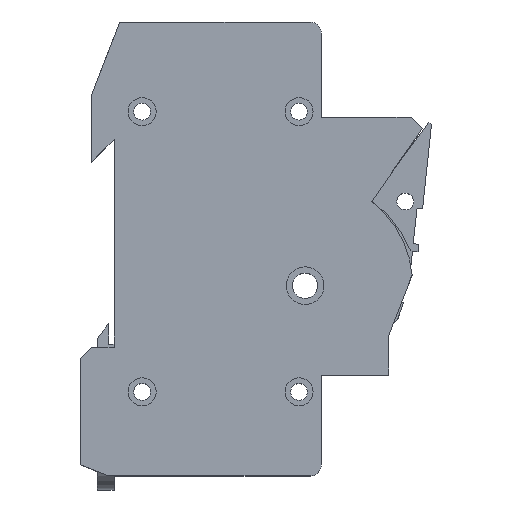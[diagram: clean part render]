
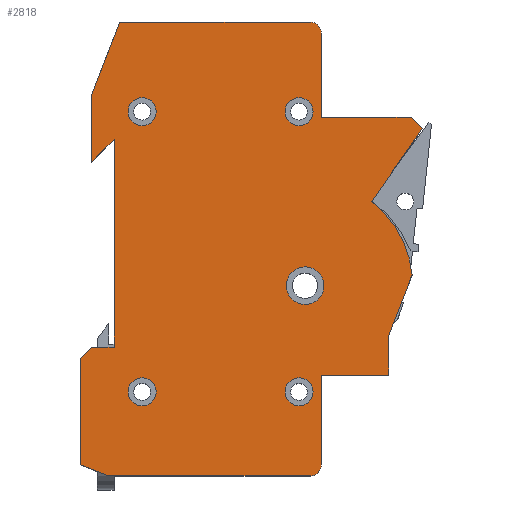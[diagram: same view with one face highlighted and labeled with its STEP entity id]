
A CAD part, top view. The second image highlights one B-rep face of the part: STEP entity #2818.
In plain terms, the highlighted planar face has unit normal (0, 0, 1).
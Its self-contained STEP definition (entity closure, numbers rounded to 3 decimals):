
#389=CARTESIAN_POINT('',(-1.,0.0,9.0));
#390=VERTEX_POINT('',#389);
#397=CARTESIAN_POINT('',(-6.,2.,9.0));
#398=VERTEX_POINT('',#397);
#399=CARTESIAN_POINT('',(-1.,0.0,9.0));
#400=DIRECTION('',(-0.928,0.371,0.0));
#401=VECTOR('',#400,5.385);
#402=LINE('',#399,#401);
#403=EDGE_CURVE('',#390,#398,#402,.T.);
#462=CARTESIAN_POINT('',(-4.,68.0,9.0));
#463=VERTEX_POINT('',#462);
#470=CARTESIAN_POINT('',(1.,81.0,9.0));
#471=VERTEX_POINT('',#470);
#472=CARTESIAN_POINT('',(-4.,68.0,9.0));
#473=DIRECTION('',(0.359,0.933,0.0));
#474=VECTOR('',#473,13.928);
#475=LINE('',#472,#474);
#476=EDGE_CURVE('',#463,#471,#475,.T.);
#510=CARTESIAN_POINT('',(-6.,21.,9.0));
#511=VERTEX_POINT('',#510);
#512=CARTESIAN_POINT('',(-6.,2.,9.0));
#513=DIRECTION('',(0.0,1.0,0.0));
#514=VECTOR('',#513,19.);
#515=LINE('',#512,#514);
#516=EDGE_CURVE('',#398,#511,#515,.T.);
#557=CARTESIAN_POINT('',(-4.0,56.,9.0));
#558=VERTEX_POINT('',#557);
#565=CARTESIAN_POINT('',(-4.0,56.,9.0));
#566=DIRECTION('',(0.0,1.0,0.0));
#567=VECTOR('',#566,12.);
#568=LINE('',#565,#567);
#569=EDGE_CURVE('',#558,#463,#568,.T.);
#606=CARTESIAN_POINT('',(-4.,23.,9.0));
#607=VERTEX_POINT('',#606);
#608=CARTESIAN_POINT('',(-6.,21.,9.0));
#609=DIRECTION('',(0.707,0.707,0.0));
#610=VECTOR('',#609,2.828);
#611=LINE('',#608,#610);
#612=EDGE_CURVE('',#511,#607,#611,.T.);
#655=CARTESIAN_POINT('',(0.,60.,9.0));
#656=VERTEX_POINT('',#655);
#663=CARTESIAN_POINT('',(0.,60.,9.0));
#664=DIRECTION('',(-0.707,-0.707,0.0));
#665=VECTOR('',#664,5.657);
#666=LINE('',#663,#665);
#667=EDGE_CURVE('',#656,#558,#666,.T.);
#680=CARTESIAN_POINT('',(0.,23.,9.0));
#681=VERTEX_POINT('',#680);
#682=CARTESIAN_POINT('',(-4.,23.,9.0));
#683=DIRECTION('',(1.0,0.0,0.0));
#684=VECTOR('',#683,4.);
#685=LINE('',#682,#684);
#686=EDGE_CURVE('',#607,#681,#685,.T.);
#1252=CARTESIAN_POINT('',(49.0,25.0,9.0));
#1253=VERTEX_POINT('',#1252);
#1260=CARTESIAN_POINT('',(49.0,18.,9.0));
#1261=VERTEX_POINT('',#1260);
#1262=CARTESIAN_POINT('',(49.0,25.0,9.0));
#1263=DIRECTION('',(0.0,-1.0,0.0));
#1264=VECTOR('',#1263,7.);
#1265=LINE('',#1262,#1264);
#1266=EDGE_CURVE('',#1253,#1261,#1265,.T.);
#1299=CARTESIAN_POINT('',(53.185,35.881,9.0));
#1300=VERTEX_POINT('',#1299);
#1307=CARTESIAN_POINT('',(53.185,35.881,9.0));
#1308=DIRECTION('',(-0.359,-0.933,0.0));
#1309=VECTOR('',#1308,11.659);
#1310=LINE('',#1307,#1309);
#1311=EDGE_CURVE('',#1300,#1253,#1310,.T.);
#1347=CARTESIAN_POINT('',(46.,49.0,9.0));
#1348=VERTEX_POINT('',#1347);
#1355=CARTESIAN_POINT('',(34.082,33.946,9.0));
#1356=DIRECTION('',(0.0,0.0,-1.));
#1357=DIRECTION('',(0.995,0.101,0.0));
#1358=AXIS2_PLACEMENT_3D('',#1355,#1356,#1357);
#1359=CIRCLE('',#1358,19.201);
#1360=EDGE_CURVE('',#1348,#1300,#1359,.T.);
#1371=CARTESIAN_POINT('',(37.436,33.946,9.0));
#1372=VERTEX_POINT('',#1371);
#1373=CARTESIAN_POINT('',(34.082,33.946,9.0));
#1374=DIRECTION('',(0.0,0.0,-1.0));
#1375=DIRECTION('',(-1.0,0.0,0.0));
#1376=AXIS2_PLACEMENT_3D('',#1373,#1374,#1375);
#1377=CIRCLE('',#1376,3.354);
#1378=EDGE_CURVE('',#1372,#1372,#1377,.T.);
#1739=CARTESIAN_POINT('',(35.0,81.0,9.0));
#1740=VERTEX_POINT('',#1739);
#1741=CARTESIAN_POINT('',(1.,81.0,9.0));
#1742=DIRECTION('',(1.0,0.0,0.0));
#1743=VECTOR('',#1742,34.0);
#1744=LINE('',#1741,#1743);
#1745=EDGE_CURVE('',#471,#1740,#1744,.T.);
#1924=CARTESIAN_POINT('',(35.,0.,9.0));
#1925=VERTEX_POINT('',#1924);
#1932=CARTESIAN_POINT('',(35.,0.,9.0));
#1933=DIRECTION('',(-1.0,0.0,0.0));
#1934=VECTOR('',#1933,36.);
#1935=LINE('',#1932,#1934);
#1936=EDGE_CURVE('',#1925,#390,#1935,.T.);
#2233=CARTESIAN_POINT('',(35.5,65.0,9.0));
#2234=VERTEX_POINT('',#2233);
#2235=CARTESIAN_POINT('',(33.0,65.0,9.0));
#2236=DIRECTION('',(0.0,0.0,-1.0));
#2237=DIRECTION('',(-1.0,0.0,0.0));
#2238=AXIS2_PLACEMENT_3D('',#2235,#2236,#2237);
#2239=CIRCLE('',#2238,2.5);
#2240=EDGE_CURVE('',#2234,#2234,#2239,.T.);
#2253=CARTESIAN_POINT('',(35.5,15.,9.0));
#2254=VERTEX_POINT('',#2253);
#2255=CARTESIAN_POINT('',(33.0,15.,9.0));
#2256=DIRECTION('',(0.0,0.0,-1.0));
#2257=DIRECTION('',(-1.0,0.0,0.0));
#2258=AXIS2_PLACEMENT_3D('',#2255,#2256,#2257);
#2259=CIRCLE('',#2258,2.5);
#2260=EDGE_CURVE('',#2254,#2254,#2259,.T.);
#2273=CARTESIAN_POINT('',(7.5,65.0,9.0));
#2274=VERTEX_POINT('',#2273);
#2275=CARTESIAN_POINT('',(5.0,65.0,9.0));
#2276=DIRECTION('',(0.0,0.0,-1.0));
#2277=DIRECTION('',(-1.0,0.0,0.0));
#2278=AXIS2_PLACEMENT_3D('',#2275,#2276,#2277);
#2279=CIRCLE('',#2278,2.5);
#2280=EDGE_CURVE('',#2274,#2274,#2279,.T.);
#2293=CARTESIAN_POINT('',(7.5,15.,9.0));
#2294=VERTEX_POINT('',#2293);
#2295=CARTESIAN_POINT('',(5.0,15.,9.0));
#2296=DIRECTION('',(0.0,0.0,-1.0));
#2297=DIRECTION('',(-1.0,0.0,0.0));
#2298=AXIS2_PLACEMENT_3D('',#2295,#2296,#2297);
#2299=CIRCLE('',#2298,2.5);
#2300=EDGE_CURVE('',#2294,#2294,#2299,.T.);
#2548=CARTESIAN_POINT('',(37.0,18.,9.0));
#2549=VERTEX_POINT('',#2548);
#2550=CARTESIAN_POINT('',(49.0,18.,9.0));
#2551=DIRECTION('',(-1.0,0.0,0.0));
#2552=VECTOR('',#2551,12.0);
#2553=LINE('',#2550,#2552);
#2554=EDGE_CURVE('',#1261,#2549,#2553,.T.);
#2572=CARTESIAN_POINT('',(37.0,2.,9.0));
#2573=VERTEX_POINT('',#2572);
#2574=CARTESIAN_POINT('',(37.0,18.,9.0));
#2575=DIRECTION('',(0.0,-1.0,0.0));
#2576=VECTOR('',#2575,16.0);
#2577=LINE('',#2574,#2576);
#2578=EDGE_CURVE('',#2549,#2573,#2577,.T.);
#2599=CARTESIAN_POINT('',(35.0,2.,9.0));
#2600=DIRECTION('',(0.0,0.0,-1.0));
#2601=DIRECTION('',(0.0,-1.0,0.0));
#2602=AXIS2_PLACEMENT_3D('',#2599,#2600,#2601);
#2603=CIRCLE('',#2602,2.);
#2604=EDGE_CURVE('',#2573,#1925,#2603,.T.);
#2629=CARTESIAN_POINT('',(0.,23.,9.0));
#2630=DIRECTION('',(0.0,1.0,0.0));
#2631=VECTOR('',#2630,37.);
#2632=LINE('',#2629,#2631);
#2633=EDGE_CURVE('',#681,#656,#2632,.T.);
#2659=CARTESIAN_POINT('',(37.0,79.0,9.0));
#2660=VERTEX_POINT('',#2659);
#2661=CARTESIAN_POINT('',(35.,79.0,9.0));
#2662=DIRECTION('',(0.0,0.0,-1.0));
#2663=DIRECTION('',(1.0,0.0,0.0));
#2664=AXIS2_PLACEMENT_3D('',#2661,#2662,#2663);
#2665=CIRCLE('',#2664,2.);
#2666=EDGE_CURVE('',#1740,#2660,#2665,.T.);
#2684=CARTESIAN_POINT('',(37.0,64.0,9.0));
#2685=VERTEX_POINT('',#2684);
#2686=CARTESIAN_POINT('',(37.0,79.0,9.0));
#2687=DIRECTION('',(0.0,-1.0,0.0));
#2688=VECTOR('',#2687,15.0);
#2689=LINE('',#2686,#2688);
#2690=EDGE_CURVE('',#2660,#2685,#2689,.T.);
#2711=CARTESIAN_POINT('',(53.0,64.0,9.0));
#2712=VERTEX_POINT('',#2711);
#2713=CARTESIAN_POINT('',(37.0,64.0,9.0));
#2714=DIRECTION('',(1.0,0.0,0.0));
#2715=VECTOR('',#2714,16.0);
#2716=LINE('',#2713,#2715);
#2717=EDGE_CURVE('',#2685,#2712,#2716,.T.);
#2735=CARTESIAN_POINT('',(55.0,62.0,9.0));
#2736=VERTEX_POINT('',#2735);
#2737=CARTESIAN_POINT('',(53.0,64.0,9.0));
#2738=DIRECTION('',(0.707,-0.707,0.0));
#2739=VECTOR('',#2738,2.828);
#2740=LINE('',#2737,#2739);
#2741=EDGE_CURVE('',#2712,#2736,#2740,.T.);
#2763=CARTESIAN_POINT('',(55.0,62.0,9.0));
#2764=DIRECTION('',(-0.569,-0.822,0.0));
#2765=VECTOR('',#2764,15.811);
#2766=LINE('',#2763,#2765);
#2767=EDGE_CURVE('',#2736,#1348,#2766,.T.);
#2775=CARTESIAN_POINT('',(21.768,40.745,9.0));
#2776=DIRECTION('',(0.0,0.0,1.0));
#2777=DIRECTION('',(1.0,0.0,0.0));
#2778=AXIS2_PLACEMENT_3D('',#2775,#2776,#2777);
#2779=PLANE('',#2778);
#2780=ORIENTED_EDGE('',*,*,#1360,.F.);
#2781=ORIENTED_EDGE('',*,*,#2767,.F.);
#2782=ORIENTED_EDGE('',*,*,#2741,.F.);
#2783=ORIENTED_EDGE('',*,*,#2717,.F.);
#2784=ORIENTED_EDGE('',*,*,#2690,.F.);
#2785=ORIENTED_EDGE('',*,*,#2666,.F.);
#2786=ORIENTED_EDGE('',*,*,#1745,.F.);
#2787=ORIENTED_EDGE('',*,*,#476,.F.);
#2788=ORIENTED_EDGE('',*,*,#569,.F.);
#2789=ORIENTED_EDGE('',*,*,#667,.F.);
#2790=ORIENTED_EDGE('',*,*,#2633,.F.);
#2791=ORIENTED_EDGE('',*,*,#686,.F.);
#2792=ORIENTED_EDGE('',*,*,#612,.F.);
#2793=ORIENTED_EDGE('',*,*,#516,.F.);
#2794=ORIENTED_EDGE('',*,*,#403,.F.);
#2795=ORIENTED_EDGE('',*,*,#1936,.F.);
#2796=ORIENTED_EDGE('',*,*,#2604,.F.);
#2797=ORIENTED_EDGE('',*,*,#2578,.F.);
#2798=ORIENTED_EDGE('',*,*,#2554,.F.);
#2799=ORIENTED_EDGE('',*,*,#1266,.F.);
#2800=ORIENTED_EDGE('',*,*,#1311,.F.);
#2801=EDGE_LOOP('',(#2780,#2781,#2782,#2783,#2784,#2785,#2786,#2787,#2788,#2789,#2790,#2791,#2792,#2793,#2794,#2795,#2796,#2797,#2798,#2799,#2800));
#2802=FACE_OUTER_BOUND('',#2801,.T.);
#2803=ORIENTED_EDGE('',*,*,#2300,.T.);
#2804=EDGE_LOOP('',(#2803));
#2805=FACE_BOUND('',#2804,.T.);
#2806=ORIENTED_EDGE('',*,*,#2240,.T.);
#2807=EDGE_LOOP('',(#2806));
#2808=FACE_BOUND('',#2807,.T.);
#2809=ORIENTED_EDGE('',*,*,#2280,.T.);
#2810=EDGE_LOOP('',(#2809));
#2811=FACE_BOUND('',#2810,.T.);
#2812=ORIENTED_EDGE('',*,*,#2260,.T.);
#2813=EDGE_LOOP('',(#2812));
#2814=FACE_BOUND('',#2813,.T.);
#2815=ORIENTED_EDGE('',*,*,#1378,.T.);
#2816=EDGE_LOOP('',(#2815));
#2817=FACE_BOUND('',#2816,.T.);
#2818=ADVANCED_FACE('',(#2802,#2805,#2808,#2811,#2814,#2817),#2779,.T.);
